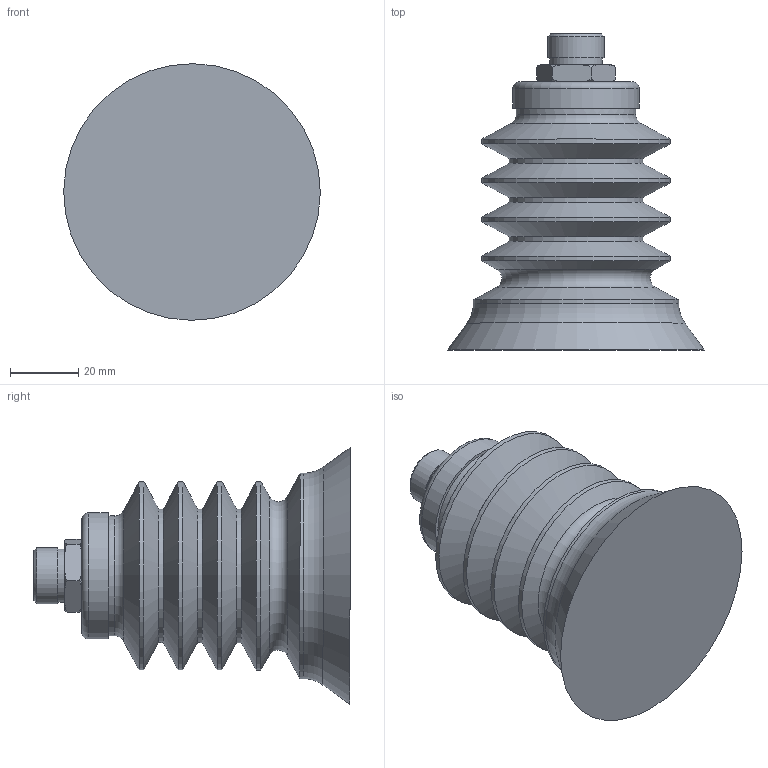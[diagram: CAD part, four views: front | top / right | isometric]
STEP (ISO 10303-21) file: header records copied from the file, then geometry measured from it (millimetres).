
FILE_DESCRIPTION(/* description */ (''),/* implementation_level */ '2;1');
FILE_NAME(/* name */ 'vf75-5sb_rac19r3-8m.stp',/* time_stamp */ '2021-12-01T16:41:24+01:00',/* author */ ('enginyeria'),/* organization */ (''),/* preprocessor_version */ 'ST-DEVELOPER v17.2',/* originating_system */ 'Autodesk Inventor 2019',/* authorisation */ '');
FILE_SCHEMA (('AUTOMOTIVE_DESIGN { 1 0 10303 214 3 1 1 }'));
Length unit declared in the file: millimetre
Products named in the file (1): Pieza155
Bounding box: 75 x 92.44 x 75 mm (x, y, z)
Volume: 157854.6 mm3; surface area: 25529.5 mm2
Topology: 1 solids, 3 shells, 62 faces, 155 edges, 104 vertices
Faces by surface type: plane 17, torus 16, cylinder 15, cone 14
Full cylindrical faces by diameter (mm): 3.3 x2, 10 x1, 15.5 x1, 16.4 x1, 35 x1, 37 x1, 39 x3, 55 x4, 60 x1
Entity records: 2367 total; most frequent: CARTESIAN_POINT 718, DIRECTION 353, ORIENTED_EDGE 310, AXIS2_PLACEMENT_3D 159, EDGE_CURVE 155, VERTEX_POINT 104, CIRCLE 96, EDGE_LOOP 67
